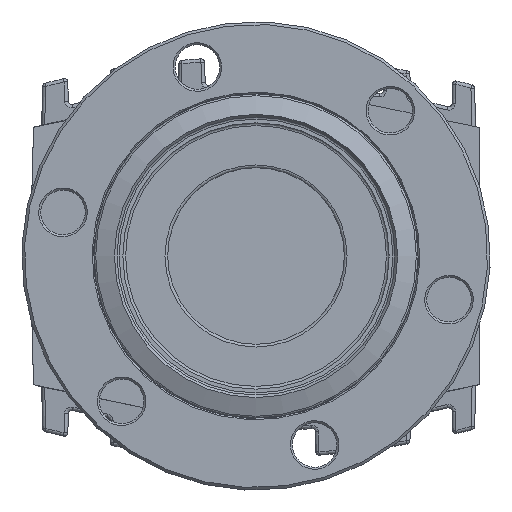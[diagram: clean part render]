
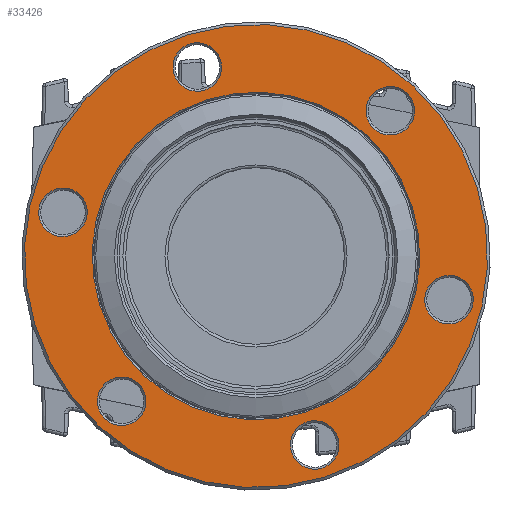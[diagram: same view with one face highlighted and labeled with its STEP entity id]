
A CAD part, front view. The second image highlights one B-rep face of the part: STEP entity #33426.
In plain terms, the highlighted planar face has unit normal (0, -1, 0).
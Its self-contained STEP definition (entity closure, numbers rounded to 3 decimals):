
#1937=FACE_BOUND('',#7585,.T.);
#1938=FACE_BOUND('',#7586,.T.);
#1939=FACE_BOUND('',#7587,.T.);
#1940=FACE_BOUND('',#7588,.T.);
#1941=FACE_BOUND('',#7589,.T.);
#1942=FACE_BOUND('',#7590,.T.);
#1943=FACE_BOUND('',#7591,.T.);
#3144=CIRCLE('',#36424,24.3);
#3145=CIRCLE('',#36426,34.35);
#3146=CIRCLE('',#36427,3.6);
#3147=CIRCLE('',#36428,3.6);
#3148=CIRCLE('',#36429,3.6);
#3149=CIRCLE('',#36430,3.6);
#3150=CIRCLE('',#36431,3.6);
#3151=CIRCLE('',#36432,3.6);
#5617=FACE_OUTER_BOUND('',#7584,.T.);
#7584=EDGE_LOOP('',(#28962));
#7585=EDGE_LOOP('',(#28963));
#7586=EDGE_LOOP('',(#28964));
#7587=EDGE_LOOP('',(#28965));
#7588=EDGE_LOOP('',(#28966));
#7589=EDGE_LOOP('',(#28967));
#7590=EDGE_LOOP('',(#28968));
#7591=EDGE_LOOP('',(#28969));
#15032=VERTEX_POINT('',#79875);
#15033=VERTEX_POINT('',#79879);
#15034=VERTEX_POINT('',#79881);
#15035=VERTEX_POINT('',#79883);
#15036=VERTEX_POINT('',#79885);
#15037=VERTEX_POINT('',#79887);
#15038=VERTEX_POINT('',#79889);
#15039=VERTEX_POINT('',#79891);
#19683=EDGE_CURVE('',#15032,#15032,#3144,.T.);
#19684=EDGE_CURVE('',#15033,#15033,#3145,.T.);
#19685=EDGE_CURVE('',#15034,#15034,#3146,.T.);
#19686=EDGE_CURVE('',#15035,#15035,#3147,.T.);
#19687=EDGE_CURVE('',#15036,#15036,#3148,.T.);
#19688=EDGE_CURVE('',#15037,#15037,#3149,.T.);
#19689=EDGE_CURVE('',#15038,#15038,#3150,.T.);
#19690=EDGE_CURVE('',#15039,#15039,#3151,.T.);
#28962=ORIENTED_EDGE('',*,*,#19684,.F.);
#28963=ORIENTED_EDGE('',*,*,#19685,.F.);
#28964=ORIENTED_EDGE('',*,*,#19686,.F.);
#28965=ORIENTED_EDGE('',*,*,#19687,.F.);
#28966=ORIENTED_EDGE('',*,*,#19688,.F.);
#28967=ORIENTED_EDGE('',*,*,#19689,.F.);
#28968=ORIENTED_EDGE('',*,*,#19690,.F.);
#28969=ORIENTED_EDGE('',*,*,#19683,.F.);
#29740=PLANE('',#36425);
#33426=ADVANCED_FACE('',(#5617,#1937,#1938,#1939,#1940,#1941,#1942,#1943),
#29740,.T.);
#36424=AXIS2_PLACEMENT_3D('',#79877,#44603,#44604);
#36425=AXIS2_PLACEMENT_3D('',#79878,#44605,#44606);
#36426=AXIS2_PLACEMENT_3D('',#79880,#44607,#44608);
#36427=AXIS2_PLACEMENT_3D('',#79882,#44609,#44610);
#36428=AXIS2_PLACEMENT_3D('',#79884,#44611,#44612);
#36429=AXIS2_PLACEMENT_3D('',#79886,#44613,#44614);
#36430=AXIS2_PLACEMENT_3D('',#79888,#44615,#44616);
#36431=AXIS2_PLACEMENT_3D('',#79890,#44617,#44618);
#36432=AXIS2_PLACEMENT_3D('',#79892,#44619,#44620);
#44603=DIRECTION('center_axis',(0.,-1.,0.));
#44604=DIRECTION('ref_axis',(-0.221,0.,-0.975));
#44605=DIRECTION('center_axis',(0.,-1.,0.));
#44606=DIRECTION('ref_axis',(0.975,0.,-0.221));
#44607=DIRECTION('center_axis',(0.,1.,0.));
#44608=DIRECTION('ref_axis',(-0.221,0.,-0.975));
#44609=DIRECTION('center_axis',(0.,-1.,0.));
#44610=DIRECTION('ref_axis',(-0.297,0.,0.955));
#44611=DIRECTION('center_axis',(0.,-1.,0.));
#44612=DIRECTION('ref_axis',(0.975,0.,-0.221));
#44613=DIRECTION('center_axis',(0.,-1.,0.));
#44614=DIRECTION('ref_axis',(-0.679,0.,-0.734));
#44615=DIRECTION('center_axis',(0.,-1.,0.));
#44616=DIRECTION('ref_axis',(-0.975,0.,0.221));
#44617=DIRECTION('center_axis',(0.,-1.,0.));
#44618=DIRECTION('ref_axis',(0.297,0.,-0.955));
#44619=DIRECTION('center_axis',(0.,-1.,0.));
#44620=DIRECTION('ref_axis',(0.679,0.,0.734));
#79875=CARTESIAN_POINT('',(-11.359,-106.01,40.284));
#79877=CARTESIAN_POINT('Origin',(-16.721,-106.01,16.583));
#79878=CARTESIAN_POINT('Origin',(-10.228,-106.01,45.283));
#79879=CARTESIAN_POINT('',(-9.141,-106.01,50.086));
#79880=CARTESIAN_POINT('Origin',(-16.721,-106.01,16.583));
#79881=CARTESIAN_POINT('',(12.973,-106.01,6.668));
#79882=CARTESIAN_POINT('Origin',(11.905,-106.01,10.106));
#79883=CARTESIAN_POINT('',(-40.155,-106.01,-4.175));
#79884=CARTESIAN_POINT('Origin',(-36.644,-106.01,-4.97));
#79885=CARTESIAN_POINT('',(-22.982,-106.01,47.256));
#79886=CARTESIAN_POINT('Origin',(-25.426,-106.01,44.613));
#79887=CARTESIAN_POINT('',(6.712,-106.01,37.341));
#79888=CARTESIAN_POINT('Origin',(3.201,-106.01,38.136));
#79889=CARTESIAN_POINT('',(-46.416,-106.01,26.498));
#79890=CARTESIAN_POINT('Origin',(-45.348,-106.01,23.06));
#79891=CARTESIAN_POINT('',(-10.461,-106.01,-14.09));
#79892=CARTESIAN_POINT('Origin',(-8.017,-106.01,-11.447));
